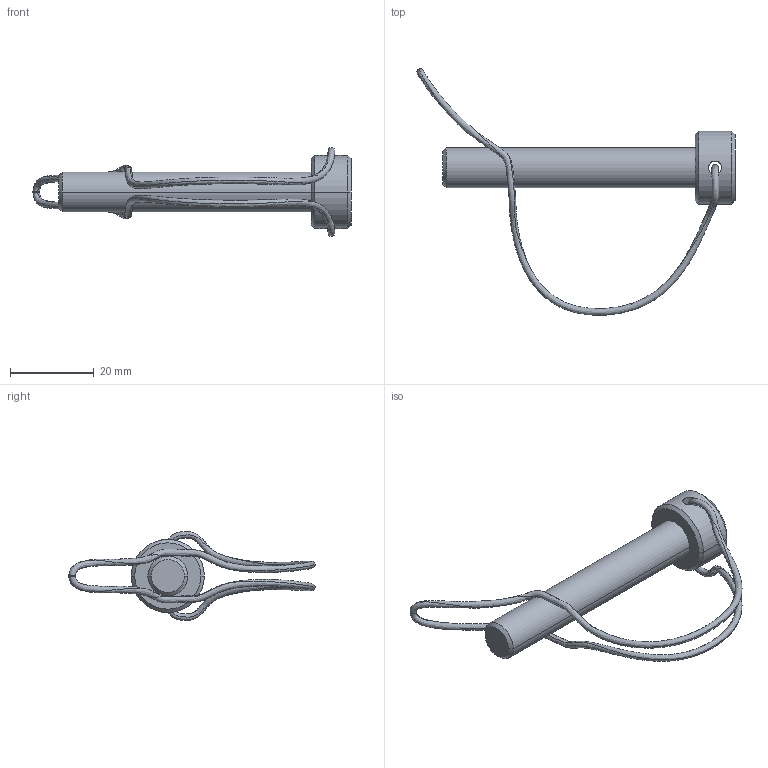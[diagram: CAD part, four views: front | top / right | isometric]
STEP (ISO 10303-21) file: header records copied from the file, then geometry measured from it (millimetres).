
FILE_DESCRIPTION (( 'STEP AP214' ), '1' );
FILE_NAME ('98480A037_375 PIN_WIRE LOCK_1P75 USEABLE_18-8SS.STEP', '2016-03-10T18:25:57', ( '' ), ( '' ), 'SwSTEP 2.0', 'SolidWorks 2014', '' );
FILE_SCHEMA (( 'AUTOMOTIVE_DESIGN' ));
Length unit declared in the file: inch
Products named in the file (3): 98480A037_WIRE LOCK; 98480A037_SS LOCKING PIN_375 DIA_1P75 USEABLE; 98480A037_375 PIN_WIRE LOCK_1P75 USEABLE_18-8SS
Assembly tree (2 placements, depth 2):
  98480A037_375 PIN_WIRE LOCK_1P75 USEABLE_18-8SS
    98480A037_SS LOCKING PIN_375 DIA_1P75 USEABLE
    98480A037_WIRE LOCK
Bounding box: 75.98 x 58.86 x 21.29 mm (x, y, z)
Volume: 13338.9 mm3; surface area: 7187.1 mm2
Topology: 4 solids, 4 shells, 38 faces, 72 edges, 44 vertices
Faces by surface type: cylinder 12, cone 12, plane 10, bspline 4
Entity records: 3566 total; most frequent: CARTESIAN_POINT 2655, DIRECTION 174, ORIENTED_EDGE 144, AXIS2_PLACEMENT_3D 75, EDGE_CURVE 72, VERTEX_POINT 44, EDGE_LOOP 44, ADVANCED_FACE 38
